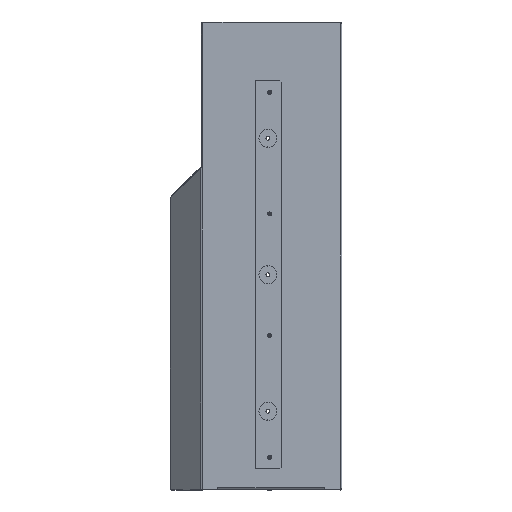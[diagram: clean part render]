
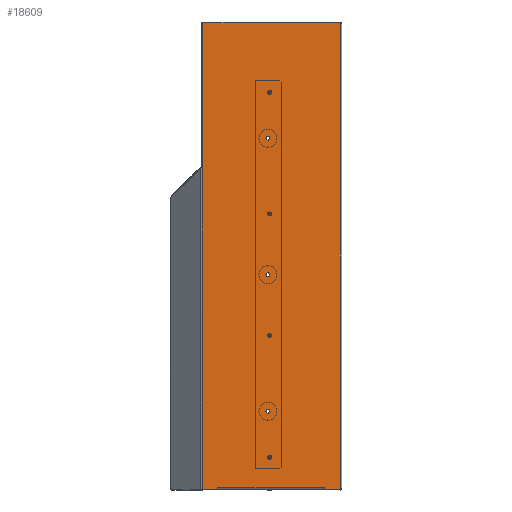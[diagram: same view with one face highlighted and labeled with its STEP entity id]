
A CAD part, left-side view. The second image highlights one B-rep face of the part: STEP entity #18609.
In plain terms, the highlighted planar face has unit normal (-1, 0, 0).
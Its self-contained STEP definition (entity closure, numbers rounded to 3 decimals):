
#6043=DIRECTION('',(0.,0.5,-0.866));
#6044=VECTOR('',#6043,2.54);
#6045=CARTESIAN_POINT('',(-140.,-20.828,-418.8));
#6046=LINE('',#6045,#6044);
#6047=DIRECTION('',(0.,-1.,0.));
#6048=VECTOR('',#6047,18.73);
#6049=CARTESIAN_POINT('',(-140.,-0.828,-421.));
#6050=LINE('',#6049,#6048);
#6051=DIRECTION('',(0.,-1.,0.));
#6052=VECTOR('',#6051,0.172);
#6053=CARTESIAN_POINT('',(-140.,-0.828,-7.83));
#6054=LINE('',#6053,#6052);
#6055=DIRECTION('',(0.,0.,1.));
#6056=VECTOR('',#6055,183.83);
#6057=CARTESIAN_POINT('',(-140.,-1.,-7.83));
#6058=LINE('',#6057,#6056);
#6059=CARTESIAN_POINT('',(-140.,-2.,176.));
#6060=DIRECTION('',(1.,0.,0.));
#6061=DIRECTION('',(0.,1.,0.));
#6062=AXIS2_PLACEMENT_3D('',#6059,#6060,#6061);
#6064=DIRECTION('',(0.,-1.,0.));
#6065=VECTOR('',#6064,176.);
#6066=CARTESIAN_POINT('',(-140.,-2.,177.));
#6067=LINE('',#6066,#6065);
#6068=DIRECTION('',(0.,-1.,0.));
#6069=VECTOR('',#6068,18.73);
#6070=CARTESIAN_POINT('',(-140.,-159.27,-421.));
#6071=LINE('',#6070,#6069);
#6072=DIRECTION('',(0.,0.5,0.866));
#6073=VECTOR('',#6072,2.54);
#6074=CARTESIAN_POINT('',(-140.,-159.27,-421.));
#6075=LINE('',#6074,#6073);
#6076=CARTESIAN_POINT('',(-140.,-87.5,-380.));
#6077=DIRECTION('',(1.,0.,0.));
#6078=DIRECTION('',(0.,-1.,0.));
#6079=AXIS2_PLACEMENT_3D('',#6076,#6077,#6078);
#6081=CARTESIAN_POINT('',(-140.,-87.5,-380.));
#6082=DIRECTION('',(1.,0.,0.));
#6083=DIRECTION('',(0.,1.,0.));
#6084=AXIS2_PLACEMENT_3D('',#6081,#6082,#6083);
#6086=CARTESIAN_POINT('',(-140.,-87.5,-224.));
#6087=DIRECTION('',(1.,0.,0.));
#6088=DIRECTION('',(0.,-1.,0.));
#6089=AXIS2_PLACEMENT_3D('',#6086,#6087,#6088);
#6091=CARTESIAN_POINT('',(-140.,-87.5,-224.));
#6092=DIRECTION('',(1.,0.,0.));
#6093=DIRECTION('',(0.,1.,0.));
#6094=AXIS2_PLACEMENT_3D('',#6091,#6092,#6093);
#6096=CARTESIAN_POINT('',(-140.,-87.5,-68.));
#6097=DIRECTION('',(1.,0.,0.));
#6098=DIRECTION('',(0.,-1.,0.));
#6099=AXIS2_PLACEMENT_3D('',#6096,#6097,#6098);
#6101=CARTESIAN_POINT('',(-140.,-87.5,-68.));
#6102=DIRECTION('',(1.,0.,0.));
#6103=DIRECTION('',(0.,1.,0.));
#6104=AXIS2_PLACEMENT_3D('',#6101,#6102,#6103);
#6106=CARTESIAN_POINT('',(-140.,-87.5,88.));
#6107=DIRECTION('',(1.,0.,0.));
#6108=DIRECTION('',(0.,-1.,0.));
#6109=AXIS2_PLACEMENT_3D('',#6106,#6107,#6108);
#6111=CARTESIAN_POINT('',(-140.,-87.5,88.));
#6112=DIRECTION('',(1.,0.,0.));
#6113=DIRECTION('',(0.,1.,0.));
#6114=AXIS2_PLACEMENT_3D('',#6111,#6112,#6113);
#6116=CARTESIAN_POINT('',(-140.,-85.3,-321.));
#6117=DIRECTION('',(-1.,0.,0.));
#6118=DIRECTION('',(0.,-1.,0.));
#6119=AXIS2_PLACEMENT_3D('',#6116,#6117,#6118);
#6121=CARTESIAN_POINT('',(-140.,-85.3,-321.));
#6122=DIRECTION('',(-1.,0.,0.));
#6123=DIRECTION('',(0.,1.,0.));
#6124=AXIS2_PLACEMENT_3D('',#6121,#6122,#6123);
#6126=CARTESIAN_POINT('',(-140.,-85.3,-146.));
#6127=DIRECTION('',(-1.,0.,0.));
#6128=DIRECTION('',(0.,-1.,0.));
#6129=AXIS2_PLACEMENT_3D('',#6126,#6127,#6128);
#6131=CARTESIAN_POINT('',(-140.,-85.3,-146.));
#6132=DIRECTION('',(-1.,0.,0.));
#6133=DIRECTION('',(0.,1.,0.));
#6134=AXIS2_PLACEMENT_3D('',#6131,#6132,#6133);
#6136=CARTESIAN_POINT('',(-140.,-85.3,29.));
#6137=DIRECTION('',(-1.,0.,0.));
#6138=DIRECTION('',(0.,-1.,0.));
#6139=AXIS2_PLACEMENT_3D('',#6136,#6137,#6138);
#6141=CARTESIAN_POINT('',(-140.,-85.3,29.));
#6142=DIRECTION('',(-1.,0.,0.));
#6143=DIRECTION('',(0.,1.,0.));
#6144=AXIS2_PLACEMENT_3D('',#6141,#6142,#6143);
#6178=DIRECTION('',(0.,0.,1.));
#6179=VECTOR('',#6178,413.17);
#6180=CARTESIAN_POINT('',(-140.,-0.828,-421.));
#6181=LINE('',#6180,#6179);
#6224=DIRECTION('',(0.,-1.,0.));
#6225=VECTOR('',#6224,137.172);
#6226=CARTESIAN_POINT('',(-140.,-20.828,-418.8));
#6227=LINE('',#6226,#6225);
#6322=DIRECTION('',(0.,0.,1.));
#6323=VECTOR('',#6322,598.);
#6324=CARTESIAN_POINT('',(-140.,-178.,-421.));
#6325=LINE('',#6324,#6323);
#8504=CARTESIAN_POINT('',(-140.,-1.,-7.83));
#8506=VERTEX_POINT('',#8504);
#9084=CARTESIAN_POINT('',(-140.,-1.,176.));
#9085=CARTESIAN_POINT('',(-140.,-2.,177.));
#9086=VERTEX_POINT('',#9084);
#9087=VERTEX_POINT('',#9085);
#9100=CARTESIAN_POINT('',(-140.,-0.828,-7.83));
#9101=VERTEX_POINT('',#9100);
#9144=CARTESIAN_POINT('',(-140.,-0.828,-421.));
#9145=VERTEX_POINT('',#9144);
#9166=CARTESIAN_POINT('',(-140.,-178.,-421.));
#9167=CARTESIAN_POINT('',(-140.,-178.,177.));
#9168=VERTEX_POINT('',#9166);
#9169=VERTEX_POINT('',#9167);
#9314=CARTESIAN_POINT('',(-140.,-89.683,-380.));
#9315=CARTESIAN_POINT('',(-140.,-85.317,-380.));
#9316=VERTEX_POINT('',#9314);
#9317=VERTEX_POINT('',#9315);
#9338=CARTESIAN_POINT('',(-140.,-89.683,-224.));
#9339=CARTESIAN_POINT('',(-140.,-85.317,-224.));
#9340=VERTEX_POINT('',#9338);
#9341=VERTEX_POINT('',#9339);
#9362=CARTESIAN_POINT('',(-140.,-89.683,-68.));
#9363=CARTESIAN_POINT('',(-140.,-85.317,-68.));
#9364=VERTEX_POINT('',#9362);
#9365=VERTEX_POINT('',#9363);
#9386=CARTESIAN_POINT('',(-140.,-89.683,88.));
#9387=CARTESIAN_POINT('',(-140.,-85.317,88.));
#9388=VERTEX_POINT('',#9386);
#9389=VERTEX_POINT('',#9387);
#9666=CARTESIAN_POINT('',(-140.,-87.8,-321.));
#9667=CARTESIAN_POINT('',(-140.,-82.8,-321.));
#9668=VERTEX_POINT('',#9666);
#9669=VERTEX_POINT('',#9667);
#9682=CARTESIAN_POINT('',(-140.,-87.8,-146.));
#9683=CARTESIAN_POINT('',(-140.,-82.8,-146.));
#9684=VERTEX_POINT('',#9682);
#9685=VERTEX_POINT('',#9683);
#9698=CARTESIAN_POINT('',(-140.,-87.8,29.));
#9699=CARTESIAN_POINT('',(-140.,-82.8,29.));
#9700=VERTEX_POINT('',#9698);
#9701=VERTEX_POINT('',#9699);
#9770=CARTESIAN_POINT('',(-140.,-20.828,-418.8));
#9771=CARTESIAN_POINT('',(-140.,-19.558,-421.));
#9772=VERTEX_POINT('',#9770);
#9773=VERTEX_POINT('',#9771);
#9778=CARTESIAN_POINT('',(-140.,-159.27,-421.));
#9779=CARTESIAN_POINT('',(-140.,-158.,-418.8));
#9780=VERTEX_POINT('',#9778);
#9781=VERTEX_POINT('',#9779);
#18540=CARTESIAN_POINT('',(-140.,0.,-105.762));
#18541=DIRECTION('',(1.,0.,0.));
#18542=DIRECTION('',(0.,0.,-1.));
#18543=AXIS2_PLACEMENT_3D('',#18540,#18541,#18542);
#18544=PLANE('',#18543);
#18545=ORIENTED_EDGE('',*,*,#18530,.T.);
#18547=ORIENTED_EDGE('',*,*,#18546,.F.);
#18549=ORIENTED_EDGE('',*,*,#18548,.T.);
#18550=ORIENTED_EDGE('',*,*,#18449,.T.);
#18552=ORIENTED_EDGE('',*,*,#18551,.T.);
#18554=ORIENTED_EDGE('',*,*,#18553,.T.);
#18556=ORIENTED_EDGE('',*,*,#18555,.T.);
#18558=ORIENTED_EDGE('',*,*,#18557,.F.);
#18560=ORIENTED_EDGE('',*,*,#18559,.F.);
#18562=ORIENTED_EDGE('',*,*,#18561,.T.);
#18564=ORIENTED_EDGE('',*,*,#18563,.F.);
#18565=EDGE_LOOP('',(#18545,#18547,#18549,#18550,#18552,#18554,#18556,#18558,
#18560,#18562,#18564));
#18566=FACE_OUTER_BOUND('',#18565,.F.);
#18568=ORIENTED_EDGE('',*,*,#18567,.F.);
#18570=ORIENTED_EDGE('',*,*,#18569,.F.);
#18571=EDGE_LOOP('',(#18568,#18570));
#18572=FACE_BOUND('',#18571,.F.);
#18574=ORIENTED_EDGE('',*,*,#18573,.F.);
#18576=ORIENTED_EDGE('',*,*,#18575,.F.);
#18577=EDGE_LOOP('',(#18574,#18576));
#18578=FACE_BOUND('',#18577,.F.);
#18580=ORIENTED_EDGE('',*,*,#18579,.F.);
#18582=ORIENTED_EDGE('',*,*,#18581,.F.);
#18583=EDGE_LOOP('',(#18580,#18582));
#18584=FACE_BOUND('',#18583,.F.);
#18586=ORIENTED_EDGE('',*,*,#18585,.F.);
#18588=ORIENTED_EDGE('',*,*,#18587,.F.);
#18589=EDGE_LOOP('',(#18586,#18588));
#18590=FACE_BOUND('',#18589,.F.);
#18592=ORIENTED_EDGE('',*,*,#18591,.T.);
#18594=ORIENTED_EDGE('',*,*,#18593,.T.);
#18595=EDGE_LOOP('',(#18592,#18594));
#18596=FACE_BOUND('',#18595,.F.);
#18598=ORIENTED_EDGE('',*,*,#18597,.T.);
#18600=ORIENTED_EDGE('',*,*,#18599,.T.);
#18601=EDGE_LOOP('',(#18598,#18600));
#18602=FACE_BOUND('',#18601,.F.);
#18604=ORIENTED_EDGE('',*,*,#18603,.T.);
#18606=ORIENTED_EDGE('',*,*,#18605,.T.);
#18607=EDGE_LOOP('',(#18604,#18606));
#18608=FACE_BOUND('',#18607,.F.);
#18609=ADVANCED_FACE('',(#18566,#18572,#18578,#18584,#18590,#18596,#18602,
#18608),#18544,.F.);
#6063=CIRCLE('',#6062,1.);
#6080=CIRCLE('',#6079,2.183);
#6085=CIRCLE('',#6084,2.183);
#6090=CIRCLE('',#6089,2.183);
#6095=CIRCLE('',#6094,2.183);
#6100=CIRCLE('',#6099,2.183);
#6105=CIRCLE('',#6104,2.183);
#6110=CIRCLE('',#6109,2.183);
#6115=CIRCLE('',#6114,2.183);
#6120=CIRCLE('',#6119,2.5);
#6125=CIRCLE('',#6124,2.5);
#6130=CIRCLE('',#6129,2.5);
#6135=CIRCLE('',#6134,2.5);
#6140=CIRCLE('',#6139,2.5);
#6145=CIRCLE('',#6144,2.5);
#18449=EDGE_CURVE('',#9101,#8506,#6054,.T.);
#18530=EDGE_CURVE('',#9772,#9773,#6046,.T.);
#18546=EDGE_CURVE('',#9145,#9773,#6050,.T.);
#18548=EDGE_CURVE('',#9145,#9101,#6181,.T.);
#18551=EDGE_CURVE('',#8506,#9086,#6058,.T.);
#18553=EDGE_CURVE('',#9086,#9087,#6063,.T.);
#18555=EDGE_CURVE('',#9087,#9169,#6067,.T.);
#18557=EDGE_CURVE('',#9168,#9169,#6325,.T.);
#18559=EDGE_CURVE('',#9780,#9168,#6071,.T.);
#18561=EDGE_CURVE('',#9780,#9781,#6075,.T.);
#18563=EDGE_CURVE('',#9772,#9781,#6227,.T.);
#18567=EDGE_CURVE('',#9316,#9317,#6080,.T.);
#18569=EDGE_CURVE('',#9317,#9316,#6085,.T.);
#18573=EDGE_CURVE('',#9340,#9341,#6090,.T.);
#18575=EDGE_CURVE('',#9341,#9340,#6095,.T.);
#18579=EDGE_CURVE('',#9364,#9365,#6100,.T.);
#18581=EDGE_CURVE('',#9365,#9364,#6105,.T.);
#18585=EDGE_CURVE('',#9388,#9389,#6110,.T.);
#18587=EDGE_CURVE('',#9389,#9388,#6115,.T.);
#18591=EDGE_CURVE('',#9668,#9669,#6120,.T.);
#18593=EDGE_CURVE('',#9669,#9668,#6125,.T.);
#18597=EDGE_CURVE('',#9684,#9685,#6130,.T.);
#18599=EDGE_CURVE('',#9685,#9684,#6135,.T.);
#18603=EDGE_CURVE('',#9700,#9701,#6140,.T.);
#18605=EDGE_CURVE('',#9701,#9700,#6145,.T.);
